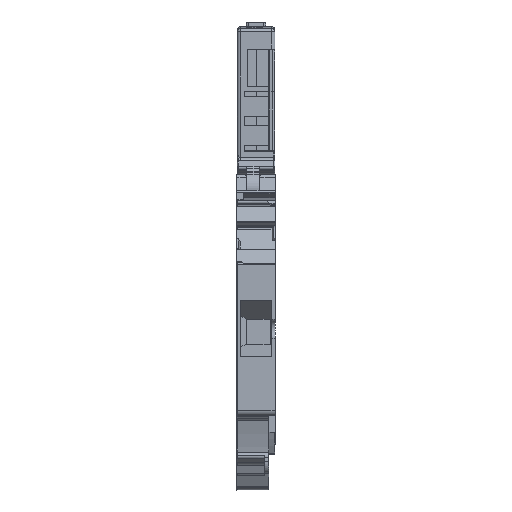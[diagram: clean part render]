
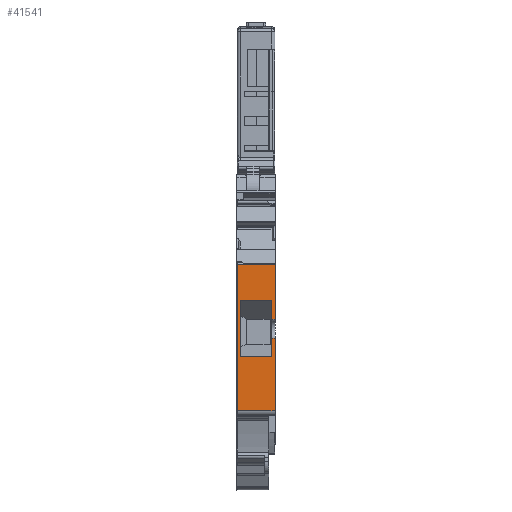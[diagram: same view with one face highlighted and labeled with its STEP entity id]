
A CAD part, front view. The second image highlights one B-rep face of the part: STEP entity #41541.
In plain terms, the highlighted planar face has unit normal (0, -1, 0).
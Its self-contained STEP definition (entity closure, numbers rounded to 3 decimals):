
#41512=AXIS2_PLACEMENT_3D('Plane Axis2P3D',#41509,#41510,#41511) ;
#26004=CARTESIAN_POINT('Vertex',(6.104,0.,35.862)) ;
#26007=CARTESIAN_POINT('Line Origine',(6.104,0.,31.498)) ;
#26011=CARTESIAN_POINT('Vertex',(6.104,0.,27.133)) ;
#26032=CARTESIAN_POINT('Vertex',(6.104,0.,24.133)) ;
#26035=CARTESIAN_POINT('Line Origine',(6.104,0.,18.383)) ;
#26039=CARTESIAN_POINT('Vertex',(6.104,0.,12.633)) ;
#30547=CARTESIAN_POINT('Line Origine',(5.829,0.,27.133)) ;
#30551=CARTESIAN_POINT('Vertex',(5.554,0.,27.133)) ;
#33433=CARTESIAN_POINT('Vertex',(5.554,0.,30.217)) ;
#33447=CARTESIAN_POINT('Vertex',(5.554,0.,21.309)) ;
#33450=CARTESIAN_POINT('Line Origine',(5.554,0.,22.721)) ;
#33454=CARTESIAN_POINT('Vertex',(5.554,0.,24.133)) ;
#33462=CARTESIAN_POINT('Line Origine',(5.554,0.,28.675)) ;
#33954=CARTESIAN_POINT('Line Origine',(3.079,0.,21.309)) ;
#33958=CARTESIAN_POINT('Vertex',(0.604,0.,21.309)) ;
#34031=CARTESIAN_POINT('Vertex',(0.604,0.,30.217)) ;
#34046=CARTESIAN_POINT('Line Origine',(3.079,0.,30.217)) ;
#34163=CARTESIAN_POINT('Line Origine',(0.604,0.,25.763)) ;
#41458=CARTESIAN_POINT('Line Origine',(3.054,0.,12.633)) ;
#41462=CARTESIAN_POINT('Vertex',(5.104,0.,12.633)) ;
#41465=CARTESIAN_POINT('Line Origine',(3.054,0.,12.633)) ;
#41469=CARTESIAN_POINT('Vertex',(0.054,0.,12.633)) ;
#41497=CARTESIAN_POINT('Line Origine',(5.829,0.,24.133)) ;
#41509=CARTESIAN_POINT('Axis2P3D Location',(6.104,0.,18.041)) ;
#41514=CARTESIAN_POINT('Line Origine',(3.079,0.,35.862)) ;
#41518=CARTESIAN_POINT('Vertex',(0.054,0.,35.862)) ;
#41521=CARTESIAN_POINT('Line Origine',(0.054,0.,24.248)) ;
#26008=DIRECTION('Vector Direction',(0.,0.,-1.)) ;
#26036=DIRECTION('Vector Direction',(0.,0.,-1.)) ;
#30548=DIRECTION('Vector Direction',(1.,0.,0.)) ;
#33451=DIRECTION('Vector Direction',(0.,0.,-1.)) ;
#33463=DIRECTION('Vector Direction',(0.,0.,-1.)) ;
#33955=DIRECTION('Vector Direction',(1.,0.,0.)) ;
#34047=DIRECTION('Vector Direction',(1.,0.,0.)) ;
#34164=DIRECTION('Vector Direction',(0.,0.,-1.)) ;
#41459=DIRECTION('Vector Direction',(1.,0.,0.)) ;
#41466=DIRECTION('Vector Direction',(1.,0.,0.)) ;
#41498=DIRECTION('Vector Direction',(1.,0.,0.)) ;
#41510=DIRECTION('Axis2P3D Direction',(0.,-1.,0.)) ;
#41511=DIRECTION('Axis2P3D XDirection',(0.,0.,1.)) ;
#41515=DIRECTION('Vector Direction',(-1.,0.,0.)) ;
#41522=DIRECTION('Vector Direction',(0.,0.,1.)) ;
#26009=VECTOR('Line Direction',#26008,1.) ;
#26037=VECTOR('Line Direction',#26036,1.) ;
#30549=VECTOR('Line Direction',#30548,1.) ;
#33452=VECTOR('Line Direction',#33451,1.) ;
#33464=VECTOR('Line Direction',#33463,1.) ;
#33956=VECTOR('Line Direction',#33955,1.) ;
#34048=VECTOR('Line Direction',#34047,1.) ;
#34165=VECTOR('Line Direction',#34164,1.) ;
#41460=VECTOR('Line Direction',#41459,1.) ;
#41467=VECTOR('Line Direction',#41466,1.) ;
#41499=VECTOR('Line Direction',#41498,1.) ;
#41516=VECTOR('Line Direction',#41515,1.) ;
#41523=VECTOR('Line Direction',#41522,1.) ;
#41527=ORIENTED_EDGE('',*,*,#41471,.F.) ;
#41528=ORIENTED_EDGE('',*,*,#41464,.F.) ;
#41529=ORIENTED_EDGE('',*,*,#26041,.F.) ;
#41530=ORIENTED_EDGE('',*,*,#41501,.F.) ;
#41531=ORIENTED_EDGE('',*,*,#33456,.T.) ;
#41532=ORIENTED_EDGE('',*,*,#33960,.F.) ;
#41533=ORIENTED_EDGE('',*,*,#34167,.F.) ;
#41534=ORIENTED_EDGE('',*,*,#34050,.T.) ;
#41535=ORIENTED_EDGE('',*,*,#33466,.T.) ;
#41536=ORIENTED_EDGE('',*,*,#30553,.T.) ;
#41537=ORIENTED_EDGE('',*,*,#26013,.F.) ;
#41538=ORIENTED_EDGE('',*,*,#41520,.T.) ;
#41539=ORIENTED_EDGE('',*,*,#41525,.T.) ;
#41541=ADVANCED_FACE('1473521-3-0.1\\Koerper.2',(#41540),#41513,.T.) ;
#26013=EDGE_CURVE('',#26005,#26012,#26010,.T.) ;
#26041=EDGE_CURVE('',#26033,#26040,#26038,.T.) ;
#30553=EDGE_CURVE('',#30552,#26012,#30550,.T.) ;
#33456=EDGE_CURVE('',#33455,#33448,#33453,.T.) ;
#33466=EDGE_CURVE('',#33434,#30552,#33465,.T.) ;
#33960=EDGE_CURVE('',#33959,#33448,#33957,.T.) ;
#34050=EDGE_CURVE('',#34032,#33434,#34049,.T.) ;
#34167=EDGE_CURVE('',#34032,#33959,#34166,.T.) ;
#41464=EDGE_CURVE('',#26040,#41463,#41461,.F.) ;
#41471=EDGE_CURVE('',#41463,#41470,#41468,.F.) ;
#41501=EDGE_CURVE('',#33455,#26033,#41500,.T.) ;
#41520=EDGE_CURVE('',#26005,#41519,#41517,.T.) ;
#41525=EDGE_CURVE('',#41519,#41470,#41524,.F.) ;
#41526=EDGE_LOOP('',(#41527,#41528,#41529,#41530,#41531,#41532,#41533,#41534,#41535,#41536,#41537,#41538,#41539)) ;
#41540=FACE_OUTER_BOUND('',#41526,.T.) ;
#26010=LINE('Line',#26007,#26009) ;
#26038=LINE('Line',#26035,#26037) ;
#30550=LINE('Line',#30547,#30549) ;
#33453=LINE('Line',#33450,#33452) ;
#33465=LINE('Line',#33462,#33464) ;
#33957=LINE('Line',#33954,#33956) ;
#34049=LINE('Line',#34046,#34048) ;
#34166=LINE('Line',#34163,#34165) ;
#41461=LINE('Line',#41458,#41460) ;
#41468=LINE('Line',#41465,#41467) ;
#41500=LINE('Line',#41497,#41499) ;
#41517=LINE('Line',#41514,#41516) ;
#41524=LINE('Line',#41521,#41523) ;
#41513=PLANE('',#41512) ;
#26005=VERTEX_POINT('',#26004) ;
#26012=VERTEX_POINT('',#26011) ;
#26033=VERTEX_POINT('',#26032) ;
#26040=VERTEX_POINT('',#26039) ;
#30552=VERTEX_POINT('',#30551) ;
#33434=VERTEX_POINT('',#33433) ;
#33448=VERTEX_POINT('',#33447) ;
#33455=VERTEX_POINT('',#33454) ;
#33959=VERTEX_POINT('',#33958) ;
#34032=VERTEX_POINT('',#34031) ;
#41463=VERTEX_POINT('',#41462) ;
#41470=VERTEX_POINT('',#41469) ;
#41519=VERTEX_POINT('',#41518) ;
